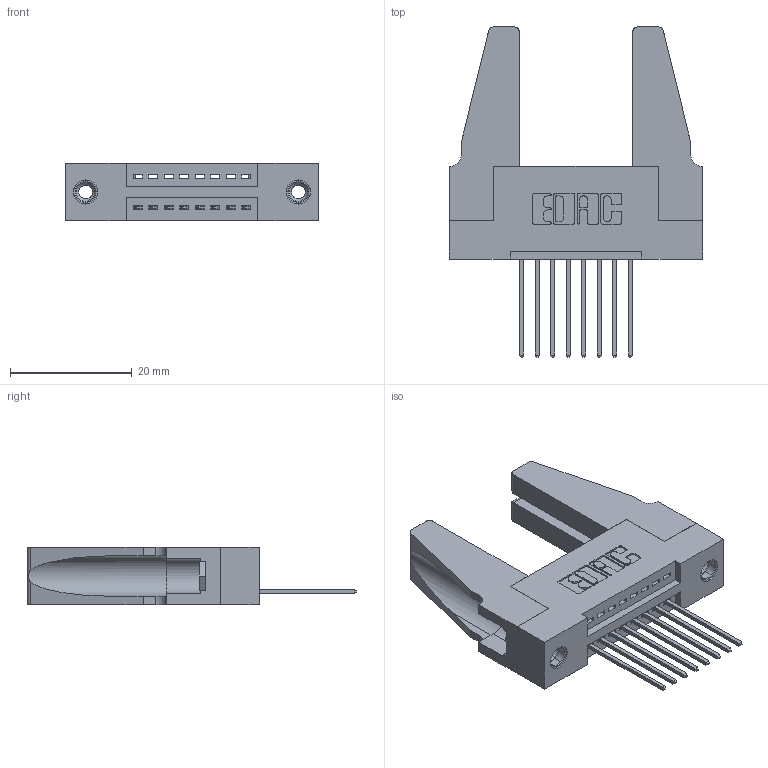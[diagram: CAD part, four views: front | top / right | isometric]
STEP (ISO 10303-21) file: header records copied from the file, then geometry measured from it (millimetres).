
FILE_DESCRIPTION (( 'STEP AP203' ), '1' );
FILE_NAME ('395-008-542-188.STEP', '2019-10-15T19:15:10', ( '' ), ( '' ), 'SwSTEP 2.0', 'SolidWorks 2016', '' );
FILE_SCHEMA (( 'CONFIG_CONTROL_DESIGN' ));
Length unit declared in the file: inch
Products named in the file (5): 345-220-078_345-220-088; 395-008-542-188; 345-292-001_345-293-142; 345-250-001_345-250-001-102; 345 Part_Flush Mounting Lugs - 0.156 Dia-TH
Assembly tree (13 placements, depth 2):
  395-008-542-188
    345 Part_Flush Mounting Lugs - 0.156 Dia-TH
    345-292-001_345-293-142  x8
    345-250-001_345-250-001-102  x2
    345-220-078_345-220-088  x2
Bounding box: 41.55 x 54.15 x 9.4 mm (x, y, z)
Volume: 6938.7 mm3; surface area: 7678.3 mm2
Topology: 13 solids, 13 shells, 714 faces, 2063 edges, 1354 vertices
Faces by surface type: plane 472, cylinder 226, cone 12, torus 4
Entity records: 12764 total; most frequent: CARTESIAN_POINT 2202, ORIENTED_EDGE 2104, DIRECTION 1980, EDGE_CURVE 1052, VECTOR 846, LINE 846, VERTEX_POINT 694, AXIS2_PLACEMENT_3D 567
